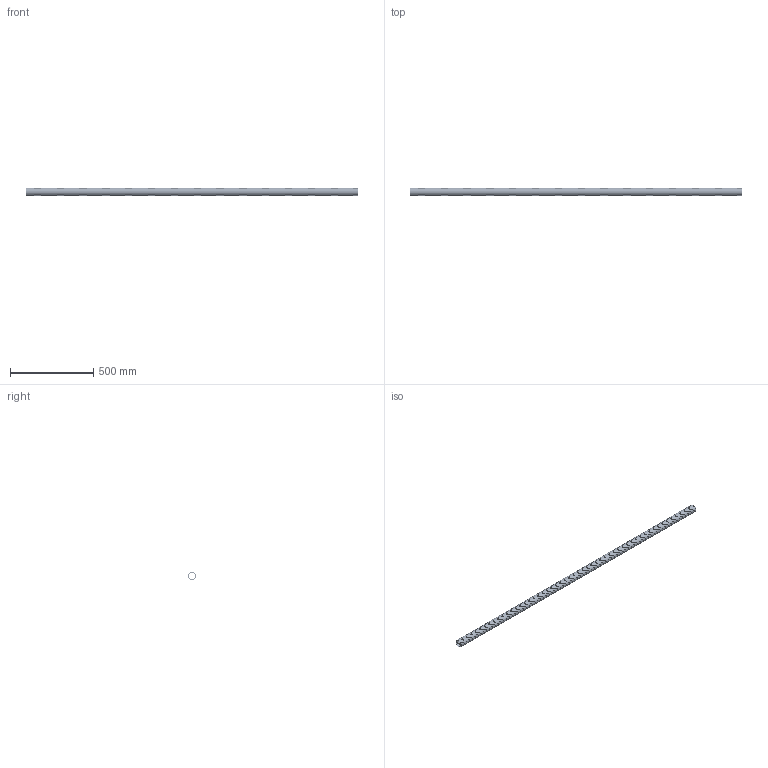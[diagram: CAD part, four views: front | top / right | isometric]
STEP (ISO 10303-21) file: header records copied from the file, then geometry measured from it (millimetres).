
FILE_DESCRIPTION (( 'STEP AP214' ), '1' );
FILE_NAME ('CTG20-50-K04-015 Òðóáà ãîôð. ÏÍÄ d50 ñ çîíäîì îðàíæåâàÿ (15 ì) IEK.STEP', '2017-11-17T06:30:14', ( '' ), ( '' ), 'SwSTEP 2.0', 'SolidWorks 2014', '' );
FILE_SCHEMA (( 'AUTOMOTIVE_DESIGN' ));
Length unit declared in the file: millimetre
Products named in the file (1): CTG20-50-K04-015 Òðóáà ãîôð. ÏÍÄ d50 ñ çîíäîì îðàíæåâàÿ (15 ì) IEK
Bounding box: 2000 x 50 x 50 mm (x, y, z)
Volume: 443949.4 mm3; surface area: 1268626.9 mm2
Topology: 1 solids, 1 shells, 3816 faces, 7632 edges, 5088 vertices
Faces by surface type: cylinder 2544, plane 1272
Entity records: 143778 total; most frequent: DIRECTION 20354, CARTESIAN_POINT 16537, ORIENTED_EDGE 15264, AXIS2_PLACEMENT_3D 8905, EDGE_CURVE 7632, CIRCLE 5088, EDGE_LOOP 5088, VERTEX_POINT 5088
